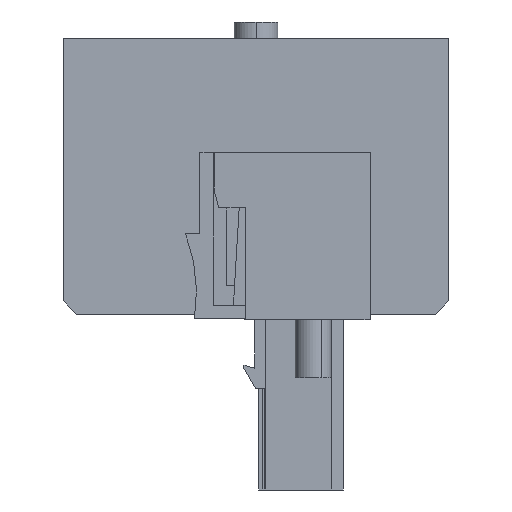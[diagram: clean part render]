
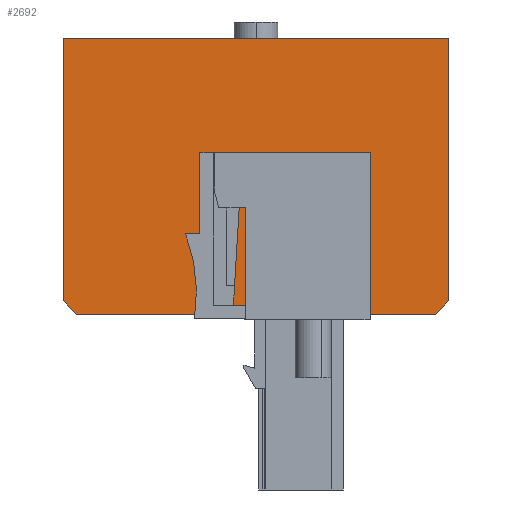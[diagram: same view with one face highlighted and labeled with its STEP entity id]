
A CAD part, left-side view. The second image highlights one B-rep face of the part: STEP entity #2692.
In plain terms, the highlighted planar face has unit normal (-1, 0, 0).
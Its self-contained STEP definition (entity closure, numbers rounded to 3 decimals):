
#2540=AXIS2_PLACEMENT_3D('Plane Axis2P3D',#2537,#2538,#2539) ;
#144=CARTESIAN_POINT('Vertex',(7.32,35.05,41.05)) ;
#147=CARTESIAN_POINT('Line Origine',(7.32,17.525,41.05)) ;
#151=CARTESIAN_POINT('Vertex',(7.32,0.,41.05)) ;
#1701=CARTESIAN_POINT('Line Origine',(7.32,35.05,29.125)) ;
#1705=CARTESIAN_POINT('Vertex',(7.32,35.05,17.2)) ;
#2537=CARTESIAN_POINT('Axis2P3D Location',(7.32,0.,0.)) ;
#2542=CARTESIAN_POINT('Line Origine',(7.32,0.,29.125)) ;
#2546=CARTESIAN_POINT('Vertex',(7.32,0.,17.2)) ;
#2549=CARTESIAN_POINT('Line Origine',(7.32,34.45,16.6)) ;
#2553=CARTESIAN_POINT('Vertex',(7.32,33.85,16.)) ;
#2556=CARTESIAN_POINT('Line Origine',(7.32,26.2,16.)) ;
#2560=CARTESIAN_POINT('Vertex',(7.32,18.55,16.)) ;
#2563=CARTESIAN_POINT('Line Origine',(7.32,18.55,15.75)) ;
#2567=CARTESIAN_POINT('Vertex',(7.32,18.55,15.5)) ;
#2570=CARTESIAN_POINT('Line Origine',(7.32,13.525,15.5)) ;
#2574=CARTESIAN_POINT('Vertex',(7.32,8.5,15.5)) ;
#2577=CARTESIAN_POINT('Line Origine',(7.32,8.5,15.75)) ;
#2581=CARTESIAN_POINT('Vertex',(7.32,8.5,16.)) ;
#2584=CARTESIAN_POINT('Line Origine',(7.32,4.85,16.)) ;
#2588=CARTESIAN_POINT('Vertex',(7.32,1.2,16.)) ;
#2591=CARTESIAN_POINT('Line Origine',(7.32,0.6,16.6)) ;
#2608=CARTESIAN_POINT('Line Origine',(7.32,7.15,23.075)) ;
#2612=CARTESIAN_POINT('Vertex',(7.32,7.15,17.15)) ;
#2614=CARTESIAN_POINT('Vertex',(7.32,7.15,29.)) ;
#2617=CARTESIAN_POINT('Line Origine',(7.32,12.827,17.15)) ;
#2621=CARTESIAN_POINT('Vertex',(7.32,18.503,17.15)) ;
#2624=CARTESIAN_POINT('Line Origine',(7.32,18.503,23.075)) ;
#2628=CARTESIAN_POINT('Vertex',(7.32,18.503,29.)) ;
#2631=CARTESIAN_POINT('Line Origine',(7.32,12.827,29.)) ;
#2642=CARTESIAN_POINT('Line Origine',(7.32,20.31,27.45)) ;
#2646=CARTESIAN_POINT('Vertex',(7.32,20.31,29.2)) ;
#2648=CARTESIAN_POINT('Vertex',(7.32,20.31,25.7)) ;
#2651=CARTESIAN_POINT('Line Origine',(7.32,20.609,25.7)) ;
#2655=CARTESIAN_POINT('Vertex',(7.32,20.908,25.7)) ;
#2658=CARTESIAN_POINT('Line Origine',(7.32,21.109,26.45)) ;
#2662=CARTESIAN_POINT('Vertex',(7.32,21.31,27.2)) ;
#2665=CARTESIAN_POINT('Line Origine',(7.32,21.31,28.95)) ;
#2669=CARTESIAN_POINT('Vertex',(7.32,21.31,30.7)) ;
#2672=CARTESIAN_POINT('Line Origine',(7.32,21.011,30.7)) ;
#2676=CARTESIAN_POINT('Vertex',(7.32,20.712,30.7)) ;
#2679=CARTESIAN_POINT('Line Origine',(7.32,20.511,29.95)) ;
#148=DIRECTION('Vector Direction',(0.,1.,0.)) ;
#1702=DIRECTION('Vector Direction',(0.,0.,-1.)) ;
#2538=DIRECTION('Axis2P3D Direction',(-1.,0.,0.)) ;
#2539=DIRECTION('Axis2P3D XDirection',(0.,0.,1.)) ;
#2543=DIRECTION('Vector Direction',(0.,0.,1.)) ;
#2550=DIRECTION('Vector Direction',(0.,-0.707,-0.707)) ;
#2557=DIRECTION('Vector Direction',(0.,-1.,0.)) ;
#2564=DIRECTION('Vector Direction',(0.,0.,-1.)) ;
#2571=DIRECTION('Vector Direction',(0.,-1.,0.)) ;
#2578=DIRECTION('Vector Direction',(0.,0.,-1.)) ;
#2585=DIRECTION('Vector Direction',(0.,-1.,0.)) ;
#2592=DIRECTION('Vector Direction',(0.,-0.707,0.707)) ;
#2609=DIRECTION('Vector Direction',(0.,0.,1.)) ;
#2618=DIRECTION('Vector Direction',(0.,1.,0.)) ;
#2625=DIRECTION('Vector Direction',(0.,0.,-1.)) ;
#2632=DIRECTION('Vector Direction',(0.,-1.,0.)) ;
#2643=DIRECTION('Vector Direction',(0.,0.,-1.)) ;
#2652=DIRECTION('Vector Direction',(0.,1.,0.)) ;
#2659=DIRECTION('Vector Direction',(0.,-0.259,-0.966)) ;
#2666=DIRECTION('Vector Direction',(0.,0.,1.)) ;
#2673=DIRECTION('Vector Direction',(0.,1.,0.)) ;
#2680=DIRECTION('Vector Direction',(0.,0.259,0.966)) ;
#149=VECTOR('Line Direction',#148,1.) ;
#1703=VECTOR('Line Direction',#1702,1.) ;
#2544=VECTOR('Line Direction',#2543,1.) ;
#2551=VECTOR('Line Direction',#2550,1.) ;
#2558=VECTOR('Line Direction',#2557,1.) ;
#2565=VECTOR('Line Direction',#2564,1.) ;
#2572=VECTOR('Line Direction',#2571,1.) ;
#2579=VECTOR('Line Direction',#2578,1.) ;
#2586=VECTOR('Line Direction',#2585,1.) ;
#2593=VECTOR('Line Direction',#2592,1.) ;
#2610=VECTOR('Line Direction',#2609,1.) ;
#2619=VECTOR('Line Direction',#2618,1.) ;
#2626=VECTOR('Line Direction',#2625,1.) ;
#2633=VECTOR('Line Direction',#2632,1.) ;
#2644=VECTOR('Line Direction',#2643,1.) ;
#2653=VECTOR('Line Direction',#2652,1.) ;
#2660=VECTOR('Line Direction',#2659,1.) ;
#2667=VECTOR('Line Direction',#2666,1.) ;
#2674=VECTOR('Line Direction',#2673,1.) ;
#2681=VECTOR('Line Direction',#2680,1.) ;
#2597=ORIENTED_EDGE('',*,*,#2548,.T.) ;
#2598=ORIENTED_EDGE('',*,*,#153,.T.) ;
#2599=ORIENTED_EDGE('',*,*,#1707,.T.) ;
#2600=ORIENTED_EDGE('',*,*,#2555,.T.) ;
#2601=ORIENTED_EDGE('',*,*,#2562,.T.) ;
#2602=ORIENTED_EDGE('',*,*,#2569,.T.) ;
#2603=ORIENTED_EDGE('',*,*,#2576,.T.) ;
#2604=ORIENTED_EDGE('',*,*,#2583,.T.) ;
#2605=ORIENTED_EDGE('',*,*,#2590,.T.) ;
#2606=ORIENTED_EDGE('',*,*,#2595,.T.) ;
#2637=ORIENTED_EDGE('',*,*,#2616,.F.) ;
#2638=ORIENTED_EDGE('',*,*,#2623,.T.) ;
#2639=ORIENTED_EDGE('',*,*,#2630,.F.) ;
#2640=ORIENTED_EDGE('',*,*,#2635,.F.) ;
#2685=ORIENTED_EDGE('',*,*,#2650,.T.) ;
#2686=ORIENTED_EDGE('',*,*,#2657,.F.) ;
#2687=ORIENTED_EDGE('',*,*,#2664,.T.) ;
#2688=ORIENTED_EDGE('',*,*,#2671,.F.) ;
#2689=ORIENTED_EDGE('',*,*,#2678,.F.) ;
#2690=ORIENTED_EDGE('',*,*,#2683,.T.) ;
#2641=FACE_BOUND('',#2636,.T.) ;
#2691=FACE_BOUND('',#2684,.T.) ;
#2692=ADVANCED_FACE('HOUSING',(#2607,#2641,#2691),#2541,.T.) ;
#153=EDGE_CURVE('',#152,#145,#150,.T.) ;
#1707=EDGE_CURVE('',#145,#1706,#1704,.T.) ;
#2548=EDGE_CURVE('',#2547,#152,#2545,.T.) ;
#2555=EDGE_CURVE('',#1706,#2554,#2552,.T.) ;
#2562=EDGE_CURVE('',#2554,#2561,#2559,.T.) ;
#2569=EDGE_CURVE('',#2561,#2568,#2566,.T.) ;
#2576=EDGE_CURVE('',#2568,#2575,#2573,.T.) ;
#2583=EDGE_CURVE('',#2575,#2582,#2580,.F.) ;
#2590=EDGE_CURVE('',#2582,#2589,#2587,.T.) ;
#2595=EDGE_CURVE('',#2589,#2547,#2594,.T.) ;
#2616=EDGE_CURVE('',#2613,#2615,#2611,.T.) ;
#2623=EDGE_CURVE('',#2613,#2622,#2620,.T.) ;
#2630=EDGE_CURVE('',#2629,#2622,#2627,.T.) ;
#2635=EDGE_CURVE('',#2615,#2629,#2634,.F.) ;
#2650=EDGE_CURVE('',#2647,#2649,#2645,.T.) ;
#2657=EDGE_CURVE('',#2656,#2649,#2654,.F.) ;
#2664=EDGE_CURVE('',#2656,#2663,#2661,.F.) ;
#2671=EDGE_CURVE('',#2670,#2663,#2668,.F.) ;
#2678=EDGE_CURVE('',#2677,#2670,#2675,.T.) ;
#2683=EDGE_CURVE('',#2677,#2647,#2682,.F.) ;
#2596=EDGE_LOOP('',(#2597,#2598,#2599,#2600,#2601,#2602,#2603,#2604,#2605,#2606)) ;
#2636=EDGE_LOOP('',(#2637,#2638,#2639,#2640)) ;
#2684=EDGE_LOOP('',(#2685,#2686,#2687,#2688,#2689,#2690)) ;
#2607=FACE_OUTER_BOUND('',#2596,.T.) ;
#150=LINE('Line',#147,#149) ;
#1704=LINE('Line',#1701,#1703) ;
#2545=LINE('Line',#2542,#2544) ;
#2552=LINE('Line',#2549,#2551) ;
#2559=LINE('Line',#2556,#2558) ;
#2566=LINE('Line',#2563,#2565) ;
#2573=LINE('Line',#2570,#2572) ;
#2580=LINE('Line',#2577,#2579) ;
#2587=LINE('Line',#2584,#2586) ;
#2594=LINE('Line',#2591,#2593) ;
#2611=LINE('Line',#2608,#2610) ;
#2620=LINE('Line',#2617,#2619) ;
#2627=LINE('Line',#2624,#2626) ;
#2634=LINE('Line',#2631,#2633) ;
#2645=LINE('Line',#2642,#2644) ;
#2654=LINE('Line',#2651,#2653) ;
#2661=LINE('Line',#2658,#2660) ;
#2668=LINE('Line',#2665,#2667) ;
#2675=LINE('Line',#2672,#2674) ;
#2682=LINE('Line',#2679,#2681) ;
#2541=PLANE('',#2540) ;
#145=VERTEX_POINT('',#144) ;
#152=VERTEX_POINT('',#151) ;
#1706=VERTEX_POINT('',#1705) ;
#2547=VERTEX_POINT('',#2546) ;
#2554=VERTEX_POINT('',#2553) ;
#2561=VERTEX_POINT('',#2560) ;
#2568=VERTEX_POINT('',#2567) ;
#2575=VERTEX_POINT('',#2574) ;
#2582=VERTEX_POINT('',#2581) ;
#2589=VERTEX_POINT('',#2588) ;
#2613=VERTEX_POINT('',#2612) ;
#2615=VERTEX_POINT('',#2614) ;
#2622=VERTEX_POINT('',#2621) ;
#2629=VERTEX_POINT('',#2628) ;
#2647=VERTEX_POINT('',#2646) ;
#2649=VERTEX_POINT('',#2648) ;
#2656=VERTEX_POINT('',#2655) ;
#2663=VERTEX_POINT('',#2662) ;
#2670=VERTEX_POINT('',#2669) ;
#2677=VERTEX_POINT('',#2676) ;
